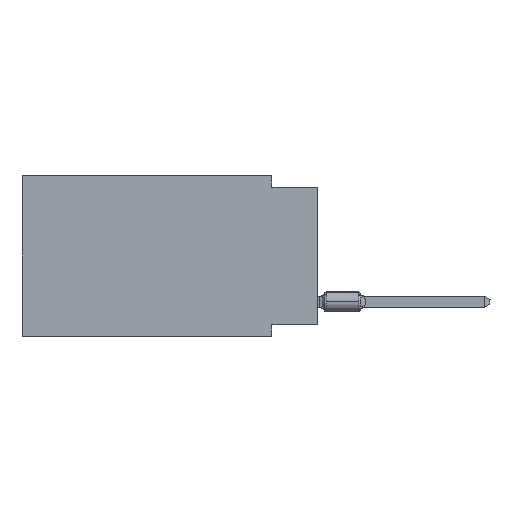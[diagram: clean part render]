
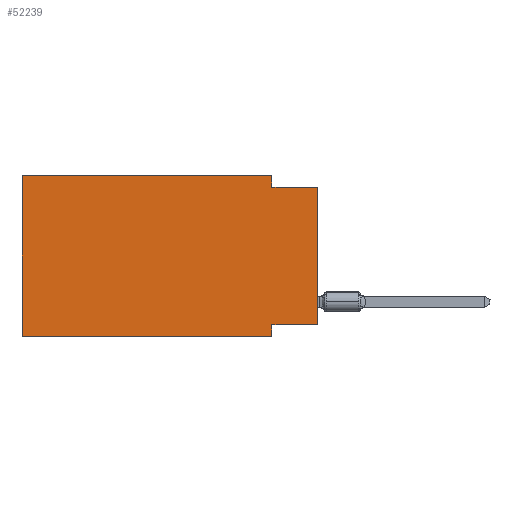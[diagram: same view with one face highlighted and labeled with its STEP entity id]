
A CAD part, left-side view. The second image highlights one B-rep face of the part: STEP entity #52239.
In plain terms, the highlighted planar face has unit normal (-1, 0, 0).
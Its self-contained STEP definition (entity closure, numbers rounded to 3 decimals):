
#776 = CARTESIAN_POINT ( 'NONE',  ( 0., 2.54, 0. ) ) ;
#2227 = DIRECTION ( 'NONE',  ( 0., -1., 0. ) ) ;
#7888 = CARTESIAN_POINT ( 'NONE',  ( 0., 16.383, -8.89 ) ) ;
#8239 = CARTESIAN_POINT ( 'NONE',  ( 0., 2.54, -8.89 ) ) ;
#8532 = VERTEX_POINT ( 'NONE', #7888 ) ;
#9916 = CARTESIAN_POINT ( 'NONE',  ( 0., 16.383, 0. ) ) ;
#10405 = FACE_OUTER_BOUND ( 'NONE', #91448, .T. ) ;
#10678 = LINE ( 'NONE', #31901, #93426 ) ;
#13523 = VERTEX_POINT ( 'NONE', #53873 ) ;
#14307 = EDGE_CURVE ( 'NONE', #67553, #49272, #10678, .T. ) ;
#16346 = DIRECTION ( 'NONE',  ( 0., 0., 1. ) ) ;
#18435 = VECTOR ( 'NONE', #16346, 1000. ) ;
#18776 = CARTESIAN_POINT ( 'NONE',  ( 0., 2.54, -0.635 ) ) ;
#19172 = EDGE_CURVE ( 'NONE', #8532, #73208, #66273, .T. ) ;
#20099 = CARTESIAN_POINT ( 'NONE',  ( 0., 2.54, -8.255 ) ) ;
#21844 = VECTOR ( 'NONE', #93035, 1000. ) ;
#24690 = EDGE_CURVE ( 'NONE', #67553, #13523, #33066, .T. ) ;
#24849 = DIRECTION ( 'NONE',  ( 0., 0., -1. ) ) ;
#25987 = VECTOR ( 'NONE', #24849, 1000. ) ;
#28829 = LINE ( 'NONE', #35376, #63601 ) ;
#29807 = ORIENTED_EDGE ( 'NONE', *, *, #45987, .F. ) ;
#30977 = CARTESIAN_POINT ( 'NONE',  ( 0., 16.383, 0. ) ) ;
#31901 = CARTESIAN_POINT ( 'NONE',  ( 0., 0., -8.255 ) ) ;
#33066 = LINE ( 'NONE', #55248, #21844 ) ;
#35048 = VERTEX_POINT ( 'NONE', #776 ) ;
#35376 = CARTESIAN_POINT ( 'NONE',  ( 0., 2.54, 0. ) ) ;
#35876 = EDGE_CURVE ( 'NONE', #35048, #43804, #28829, .T. ) ;
#37656 = VECTOR ( 'NONE', #74325, 1000. ) ;
#43804 = VERTEX_POINT ( 'NONE', #18776 ) ;
#45987 = EDGE_CURVE ( 'NONE', #53515, #35048, #50080, .T. ) ;
#46881 = CARTESIAN_POINT ( 'NONE',  ( 0., 2.54, -8.89 ) ) ;
#48467 = ORIENTED_EDGE ( 'NONE', *, *, #24690, .T. ) ;
#49272 = VERTEX_POINT ( 'NONE', #20099 ) ;
#50080 = LINE ( 'NONE', #71782, #99038 ) ;
#50636 = AXIS2_PLACEMENT_3D ( 'NONE', #9916, #79980, #71930 ) ;
#52239 = ADVANCED_FACE ( 'NONE', ( #10405 ), #78478, .F. ) ;
#53515 = VERTEX_POINT ( 'NONE', #83592 ) ;
#53561 = ORIENTED_EDGE ( 'NONE', *, *, #19172, .T. ) ;
#53873 = CARTESIAN_POINT ( 'NONE',  ( 0., 0., -0.635 ) ) ;
#55248 = CARTESIAN_POINT ( 'NONE',  ( 0., 0., 0. ) ) ;
#60357 = CARTESIAN_POINT ( 'NONE',  ( 0., 0., -0.635 ) ) ;
#60650 = ORIENTED_EDGE ( 'NONE', *, *, #71879, .F. ) ;
#61833 = DIRECTION ( 'NONE',  ( 0., -1., 0. ) ) ;
#63601 = VECTOR ( 'NONE', #66113, 1000. ) ;
#64147 = DIRECTION ( 'NONE',  ( 0., 1., 0. ) ) ;
#66113 = DIRECTION ( 'NONE',  ( 0., 0., -1. ) ) ;
#66273 = LINE ( 'NONE', #73323, #37656 ) ;
#67553 = VERTEX_POINT ( 'NONE', #74290 ) ;
#67913 = LINE ( 'NONE', #60357, #70167 ) ;
#69736 = LINE ( 'NONE', #8239, #25987 ) ;
#70167 = VECTOR ( 'NONE', #61833, 1000. ) ;
#70774 = LINE ( 'NONE', #30977, #18435 ) ;
#71782 = CARTESIAN_POINT ( 'NONE',  ( 0., 16.383, 0. ) ) ;
#71879 = EDGE_CURVE ( 'NONE', #8532, #53515, #70774, .T. ) ;
#71930 = DIRECTION ( 'NONE',  ( 0., 0., -1. ) ) ;
#73208 = VERTEX_POINT ( 'NONE', #46881 ) ;
#73323 = CARTESIAN_POINT ( 'NONE',  ( 0., 16.383, -8.89 ) ) ;
#74290 = CARTESIAN_POINT ( 'NONE',  ( 0., 0., -8.255 ) ) ;
#74325 = DIRECTION ( 'NONE',  ( 0., -1., 0. ) ) ;
#75223 = EDGE_CURVE ( 'NONE', #43804, #13523, #67913, .T. ) ;
#75726 = ORIENTED_EDGE ( 'NONE', *, *, #14307, .F. ) ;
#78478 = PLANE ( 'NONE',  #50636 ) ;
#79980 = DIRECTION ( 'NONE',  ( 1., 0., 0. ) ) ;
#83592 = CARTESIAN_POINT ( 'NONE',  ( 0., 16.383, 0. ) ) ;
#88005 = ORIENTED_EDGE ( 'NONE', *, *, #35876, .F. ) ;
#89740 = ORIENTED_EDGE ( 'NONE', *, *, #75223, .F. ) ;
#91448 = EDGE_LOOP ( 'NONE', ( #48467, #89740, #88005, #29807, #60650, #53561, #96639, #75726 ) ) ;
#92924 = EDGE_CURVE ( 'NONE', #49272, #73208, #69736, .T. ) ;
#93035 = DIRECTION ( 'NONE',  ( 0., 0., 1. ) ) ;
#93426 = VECTOR ( 'NONE', #64147, 1000. ) ;
#96639 = ORIENTED_EDGE ( 'NONE', *, *, #92924, .F. ) ;
#99038 = VECTOR ( 'NONE', #2227, 1000. ) ;
